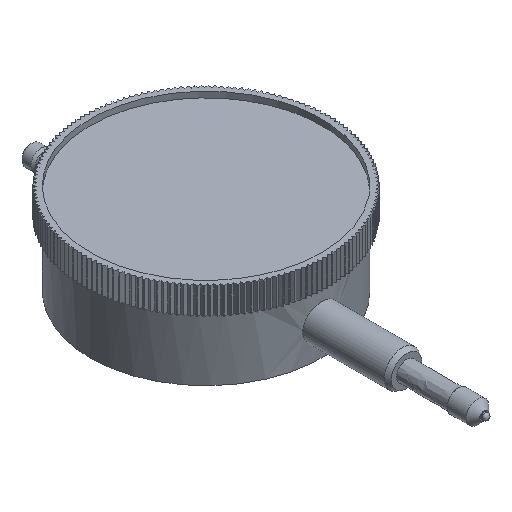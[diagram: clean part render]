
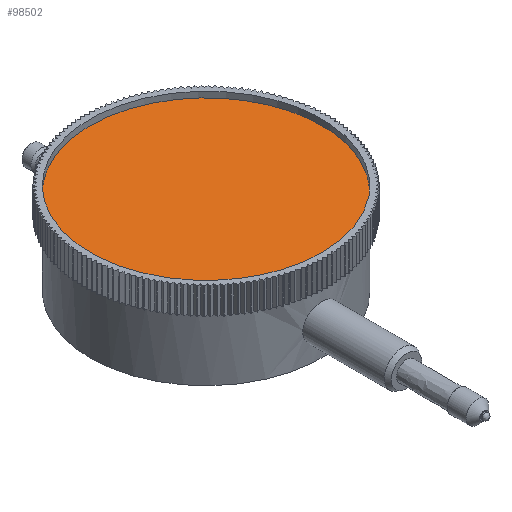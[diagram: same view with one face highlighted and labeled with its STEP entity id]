
A CAD part, isometric view. The second image highlights one B-rep face of the part: STEP entity #98502.
In plain terms, the highlighted free-form (B-spline) face has degree [1, 1] with [2, 2] control points.
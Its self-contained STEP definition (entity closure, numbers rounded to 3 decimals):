
#98454 = EDGE_CURVE('',#98455,#98455,#98457,.T.);
#98455 = VERTEX_POINT('',#98456);
#98456 = CARTESIAN_POINT('',(-21.755,6.606,
    18.101));
#98457 = ( BOUNDED_CURVE() B_SPLINE_CURVE(2,(#98458,#98459,#98460,#98461
    ,#98462,#98463,#98464),.UNSPECIFIED.,.T.,.F.) 
B_SPLINE_CURVE_WITH_KNOTS((3,2,2,3),(3.142,5.236,
7.33,9.425),.PIECEWISE_BEZIER_KNOTS.) CURVE() 
GEOMETRIC_REPRESENTATION_ITEM() RATIONAL_B_SPLINE_CURVE((1.,0.5,1.,0.5,
1.,0.5,1.)) REPRESENTATION_ITEM('') );
#98458 = CARTESIAN_POINT('',(-21.755,6.606,
    18.101));
#98459 = CARTESIAN_POINT('',(-33.197,-31.074,
    18.101));
#98460 = CARTESIAN_POINT('',(5.156,-22.143,
    18.101));
#98461 = CARTESIAN_POINT('',(43.509,-13.213,
    18.101));
#98462 = CARTESIAN_POINT('',(16.599,15.537,
    18.101));
#98463 = CARTESIAN_POINT('',(-10.312,44.286,
    18.101));
#98464 = CARTESIAN_POINT('',(-21.755,6.606,
    18.101));
#98502 = ADVANCED_FACE('',(#98503),#98506,.T.);
#98503 = FACE_BOUND('',#98504,.T.);
#98504 = EDGE_LOOP('',(#98505));
#98505 = ORIENTED_EDGE('',*,*,#98454,.T.);
#98506 = B_SPLINE_SURFACE_WITH_KNOTS('',1,1,(
    (#98507,#98508)
    ,(#98509,#98510
    )),.UNSPECIFIED.,.F.,.F.,.F.,(2,2),(2,2),(-26.,26.),(-26.,26.),
  .PIECEWISE_BEZIER_KNOTS.);
#98507 = CARTESIAN_POINT('',(-28.361,-15.148,
    18.101));
#98508 = CARTESIAN_POINT('',(-15.148,28.361,
    18.101));
#98509 = CARTESIAN_POINT('',(15.148,-28.361,
    18.101));
#98510 = CARTESIAN_POINT('',(28.361,15.148,
    18.101));
